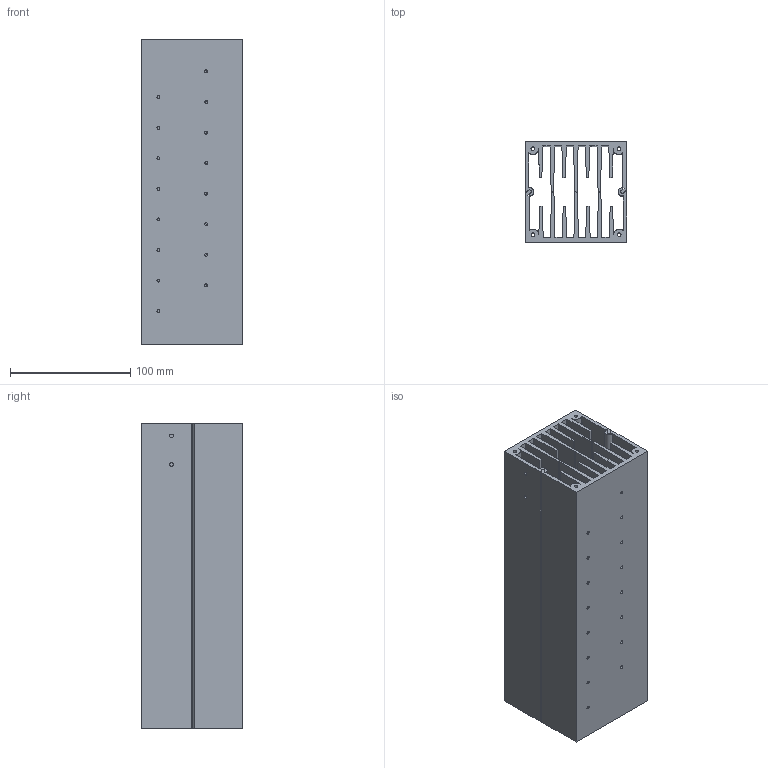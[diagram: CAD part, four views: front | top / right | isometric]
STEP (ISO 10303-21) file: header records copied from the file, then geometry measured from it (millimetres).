
FILE_DESCRIPTION(/* description */ ('Alibre Inc.'),/* implementation_level */ '2;1');
FILE_NAME(/* name */ 'export0',/* time_stamp */ '2010-09-06T17:27:16+10:00',/* author */ (''),/* organization */ (''),/* preprocessor_version */ 'ST-DEVELOPER v10',/* originating_system */ 'Alibre',/* authorisation */ '');
FILE_SCHEMA (('CONFIG_CONTROL_DESIGN'));
Length unit declared in the file: centimetre
Products named in the file (3): ID_1
Bounding box: 84.29 x 84 x 254 mm (x, y, z)
Volume: 653487.9 mm3; surface area: 402258.1 mm2
Topology: 2 solids, 2 shells, 173 faces, 623 edges, 416 vertices
Faces by surface type: plane 116, cylinder 57
Full cylindrical faces by diameter (mm): 2.459 x38, 3 x6
Entity records: 6911 total; most frequent: CARTESIAN_POINT 1720, ORIENTED_EDGE 1060, DIRECTION 922, EDGE_CURVE 530, AXIS2_PLACEMENT_3D 384, VERTEX_POINT 370, VECTOR 270, LINE 270
